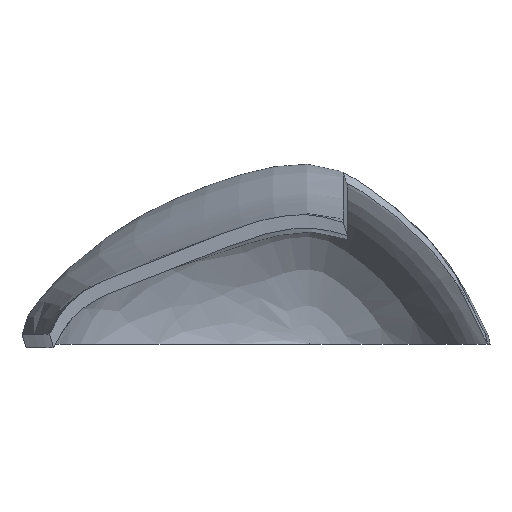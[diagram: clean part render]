
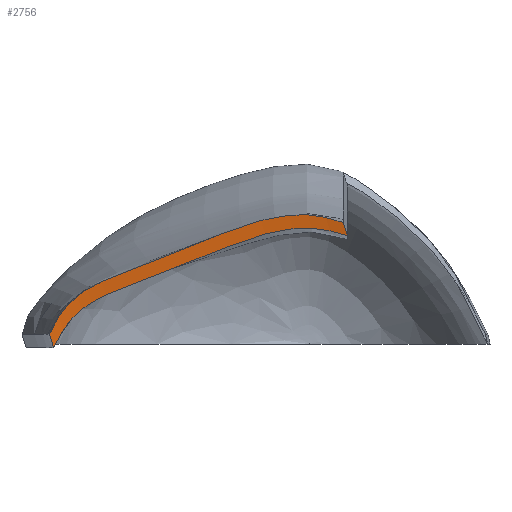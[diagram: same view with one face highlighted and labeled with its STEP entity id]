
A CAD part, front view. The second image highlights one B-rep face of the part: STEP entity #2756.
In plain terms, the highlighted free-form (B-spline) face has degree [3, 1] with [16, 2] control points.
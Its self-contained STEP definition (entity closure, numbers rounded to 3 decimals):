
#109 = EDGE_CURVE ( 'NONE', #1127, #879, #393, .T. ) ;
#166 = EDGE_CURVE ( 'NONE', #879, #2212, #285, .T. ) ;
#210 = EDGE_CURVE ( 'NONE', #1127, #471, #245, .T. ) ;
#219 = B_SPLINE_SURFACE_WITH_KNOTS ( 'NONE', 3, 1, ( 
 ( #1731, #1751 ),
 ( #1724, #1723 ),
 ( #1719, #1718 ),
 ( #1714, #1710 ),
 ( #1709, #1706 ),
 ( #1705, #1702 ),
 ( #1699, #1698 ),
 ( #1695, #1694 ),
 ( #1691, #1688 ),
 ( #1687, #1683 ),
 ( #1682, #1680 ),
 ( #1678, #1677 ),
 ( #1673, #1671 ),
 ( #1668, #1667 ),
 ( #1664, #1663 ),
 ( #1660, #1658 ) ),
 .UNSPECIFIED., .F., .F., .F.,
 ( 4, 1, 1, 1, 1, 1, 1, 1, 1, 1, 1, 1, 1, 4 ),
 ( 2, 2 ),
 ( 0., 0.031, 0.063, 0.094, 0.125, 0.188, 0.25, 0.313, 0.375, 0.438, 0.5, 0.563, 0.625, 0.639 ),
 ( 0., 1. ),
 .UNSPECIFIED. ) ;
#245 = B_SPLINE_CURVE_WITH_KNOTS ( 'NONE', 3,
 ( #2740, #2826, #2636, #2633, #2632, #2629, #2649, #2646, #2429, #2428, #2643, #2642, #2702, #2697, #2639, #2638 ),
 .UNSPECIFIED., .F., .F.,
 ( 4, 1, 1, 1, 1, 1, 1, 1, 1, 1, 1, 1, 1, 4 ),
 ( 0., 0.049, 0.098, 0.147, 0.196, 0.294, 0.392, 0.489, 0.587, 0.685, 0.783, 0.881, 0.979, 1. ),
 .UNSPECIFIED. ) ;
#285 = B_SPLINE_CURVE_WITH_KNOTS ( 'NONE', 3,
 ( #2835, #2783, #2737, #2846, #2844, #2725, #2724, #2890, #2887, #2262, #2261, #2920, #2918, #2522, #2519, #2598 ),
 .UNSPECIFIED., .F., .F.,
 ( 4, 1, 1, 1, 1, 1, 1, 1, 1, 1, 1, 1, 1, 4 ),
 ( 0., 0.031, 0.063, 0.094, 0.125, 0.188, 0.25, 0.313, 0.375, 0.438, 0.5, 0.563, 0.625, 0.639 ),
 .UNSPECIFIED. ) ;
#347 = EDGE_LOOP ( 'NONE', ( #569, #395, #2924, #2914 ) ) ;
#393 = B_SPLINE_CURVE_WITH_KNOTS ( 'NONE', 1,
 ( #2524, #2872 ),
 .UNSPECIFIED., .F., .F.,
 ( 2, 2 ),
 ( 0., 1. ),
 .UNSPECIFIED. ) ;
#395 = ORIENTED_EDGE ( 'NONE', *, *, #109, .F. ) ;
#423 = FACE_OUTER_BOUND ( 'NONE', #347, .T. ) ;
#471 = VERTEX_POINT ( 'NONE', #2406 ) ;
#569 = ORIENTED_EDGE ( 'NONE', *, *, #166, .F. ) ;
#879 = VERTEX_POINT ( 'NONE', #2110 ) ;
#1127 = VERTEX_POINT ( 'NONE', #2086 ) ;
#1658 = CARTESIAN_POINT ( 'NONE',  ( 14., -13.25, 25.663 ) ) ;
#1660 = CARTESIAN_POINT ( 'NONE',  ( 14.604, -12.917, 23.786 ) ) ;
#1663 = CARTESIAN_POINT ( 'NONE',  ( 13.717, -13.25, 25.763 ) ) ;
#1664 = CARTESIAN_POINT ( 'NONE',  ( 14.321, -12.917, 23.886 ) ) ;
#1667 = CARTESIAN_POINT ( 'NONE',  ( 12.111, -13.25, 26.296 ) ) ;
#1668 = CARTESIAN_POINT ( 'NONE',  ( 12.716, -12.917, 24.419 ) ) ;
#1671 = CARTESIAN_POINT ( 'NONE',  ( 9.032, -13.25, 26.945 ) ) ;
#1673 = CARTESIAN_POINT ( 'NONE',  ( 9.637, -12.917, 25.068 ) ) ;
#1677 = CARTESIAN_POINT ( 'NONE',  ( 4.683, -13.25, 26.588 ) ) ;
#1678 = CARTESIAN_POINT ( 'NONE',  ( 5.288, -12.917, 24.711 ) ) ;
#1680 = CARTESIAN_POINT ( 'NONE',  ( 0.441, -13.25, 25.393 ) ) ;
#1682 = CARTESIAN_POINT ( 'NONE',  ( 1.045, -12.917, 23.516 ) ) ;
#1683 = CARTESIAN_POINT ( 'NONE',  ( -3.765, -13.25, 23.772 ) ) ;
#1687 = CARTESIAN_POINT ( 'NONE',  ( -3.16, -12.917, 21.895 ) ) ;
#1688 = CARTESIAN_POINT ( 'NONE',  ( -8.011, -13.25, 22.113 ) ) ;
#1691 = CARTESIAN_POINT ( 'NONE',  ( -7.407, -12.917, 20.236 ) ) ;
#1694 = CARTESIAN_POINT ( 'NONE',  ( -12.304, -13.25, 20.428 ) ) ;
#1695 = CARTESIAN_POINT ( 'NONE',  ( -11.7, -12.917, 18.551 ) ) ;
#1698 = CARTESIAN_POINT ( 'NONE',  ( -16.638, -13.25, 18.722 ) ) ;
#1699 = CARTESIAN_POINT ( 'NONE',  ( -16.034, -12.917, 16.845 ) ) ;
#1702 = CARTESIAN_POINT ( 'NONE',  ( -20.281, -13.25, 17.279 ) ) ;
#1705 = CARTESIAN_POINT ( 'NONE',  ( -19.677, -12.917, 15.401 ) ) ;
#1706 = CARTESIAN_POINT ( 'NONE',  ( -22.978, -13.25, 15.649 ) ) ;
#1709 = CARTESIAN_POINT ( 'NONE',  ( -22.374, -12.917, 13.772 ) ) ;
#1710 = CARTESIAN_POINT ( 'NONE',  ( -24.73, -13.25, 14.047 ) ) ;
#1714 = CARTESIAN_POINT ( 'NONE',  ( -24.126, -12.917, 12.17 ) ) ;
#1718 = CARTESIAN_POINT ( 'NONE',  ( -26.113, -13.25, 12.129 ) ) ;
#1719 = CARTESIAN_POINT ( 'NONE',  ( -25.508, -12.917, 10.252 ) ) ;
#1723 = CARTESIAN_POINT ( 'NONE',  ( -26.835, -13.25, 10.719 ) ) ;
#1724 = CARTESIAN_POINT ( 'NONE',  ( -26.23, -12.917, 8.841 ) ) ;
#1731 = CARTESIAN_POINT ( 'NONE',  ( -26.553, -12.917, 8.123 ) ) ;
#1751 = CARTESIAN_POINT ( 'NONE',  ( -27.158, -13.25, 10. ) ) ;
#1842 = CARTESIAN_POINT ( 'NONE',  ( 14.604, -12.917, 23.786 ) ) ;
#1847 = CARTESIAN_POINT ( 'NONE',  ( 14., -13.25, 25.663 ) ) ;
#1850 = CARTESIAN_POINT ( 'NONE',  ( 14., -13.25, 25.663 ) ) ;
#2086 = CARTESIAN_POINT ( 'NONE',  ( -26.553, -12.917, 8.123 ) ) ;
#2110 = CARTESIAN_POINT ( 'NONE',  ( -27.158, -13.25, 10. ) ) ;
#2212 = VERTEX_POINT ( 'NONE', #1847 ) ;
#2219 = EDGE_CURVE ( 'NONE', #471, #2212, #3066, .T. ) ;
#2261 = CARTESIAN_POINT ( 'NONE',  ( 0.441, -13.25, 25.393 ) ) ;
#2262 = CARTESIAN_POINT ( 'NONE',  ( -3.765, -13.25, 23.772 ) ) ;
#2406 = CARTESIAN_POINT ( 'NONE',  ( 14.604, -12.917, 23.786 ) ) ;
#2428 = CARTESIAN_POINT ( 'NONE',  ( -3.16, -12.917, 21.895 ) ) ;
#2429 = CARTESIAN_POINT ( 'NONE',  ( -7.407, -12.917, 20.236 ) ) ;
#2519 = CARTESIAN_POINT ( 'NONE',  ( 13.717, -13.25, 25.763 ) ) ;
#2522 = CARTESIAN_POINT ( 'NONE',  ( 12.111, -13.25, 26.296 ) ) ;
#2524 = CARTESIAN_POINT ( 'NONE',  ( -26.553, -12.917, 8.123 ) ) ;
#2598 = CARTESIAN_POINT ( 'NONE',  ( 14., -13.25, 25.663 ) ) ;
#2629 = CARTESIAN_POINT ( 'NONE',  ( -19.677, -12.917, 15.401 ) ) ;
#2632 = CARTESIAN_POINT ( 'NONE',  ( -22.374, -12.917, 13.772 ) ) ;
#2633 = CARTESIAN_POINT ( 'NONE',  ( -24.126, -12.917, 12.17 ) ) ;
#2636 = CARTESIAN_POINT ( 'NONE',  ( -25.508, -12.917, 10.252 ) ) ;
#2638 = CARTESIAN_POINT ( 'NONE',  ( 14.604, -12.917, 23.786 ) ) ;
#2639 = CARTESIAN_POINT ( 'NONE',  ( 14.321, -12.917, 23.886 ) ) ;
#2642 = CARTESIAN_POINT ( 'NONE',  ( 5.288, -12.917, 24.711 ) ) ;
#2643 = CARTESIAN_POINT ( 'NONE',  ( 1.045, -12.917, 23.516 ) ) ;
#2646 = CARTESIAN_POINT ( 'NONE',  ( -11.7, -12.917, 18.551 ) ) ;
#2649 = CARTESIAN_POINT ( 'NONE',  ( -16.034, -12.917, 16.845 ) ) ;
#2697 = CARTESIAN_POINT ( 'NONE',  ( 12.716, -12.917, 24.419 ) ) ;
#2702 = CARTESIAN_POINT ( 'NONE',  ( 9.637, -12.917, 25.068 ) ) ;
#2724 = CARTESIAN_POINT ( 'NONE',  ( -16.638, -13.25, 18.722 ) ) ;
#2725 = CARTESIAN_POINT ( 'NONE',  ( -20.281, -13.25, 17.279 ) ) ;
#2737 = CARTESIAN_POINT ( 'NONE',  ( -26.113, -13.25, 12.129 ) ) ;
#2740 = CARTESIAN_POINT ( 'NONE',  ( -26.553, -12.917, 8.123 ) ) ;
#2756 = ADVANCED_FACE ( 'NONE', ( #423 ), #219, .F. ) ;
#2783 = CARTESIAN_POINT ( 'NONE',  ( -26.835, -13.25, 10.719 ) ) ;
#2826 = CARTESIAN_POINT ( 'NONE',  ( -26.23, -12.917, 8.841 ) ) ;
#2835 = CARTESIAN_POINT ( 'NONE',  ( -27.158, -13.25, 10. ) ) ;
#2844 = CARTESIAN_POINT ( 'NONE',  ( -22.978, -13.25, 15.649 ) ) ;
#2846 = CARTESIAN_POINT ( 'NONE',  ( -24.73, -13.25, 14.047 ) ) ;
#2872 = CARTESIAN_POINT ( 'NONE',  ( -27.158, -13.25, 10. ) ) ;
#2887 = CARTESIAN_POINT ( 'NONE',  ( -8.011, -13.25, 22.113 ) ) ;
#2890 = CARTESIAN_POINT ( 'NONE',  ( -12.304, -13.25, 20.428 ) ) ;
#2914 = ORIENTED_EDGE ( 'NONE', *, *, #2219, .T. ) ;
#2918 = CARTESIAN_POINT ( 'NONE',  ( 9.032, -13.25, 26.945 ) ) ;
#2920 = CARTESIAN_POINT ( 'NONE',  ( 4.683, -13.25, 26.588 ) ) ;
#2924 = ORIENTED_EDGE ( 'NONE', *, *, #210, .T. ) ;
#3066 = B_SPLINE_CURVE_WITH_KNOTS ( 'NONE', 1,
 ( #1842, #1850 ),
 .UNSPECIFIED., .F., .F.,
 ( 2, 2 ),
 ( 0., 1. ),
 .UNSPECIFIED. ) ;
